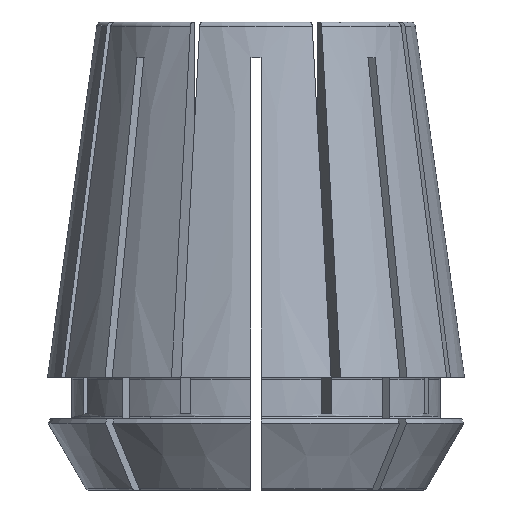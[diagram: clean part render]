
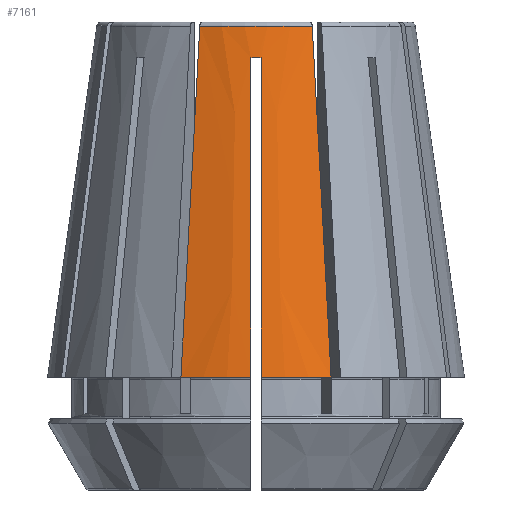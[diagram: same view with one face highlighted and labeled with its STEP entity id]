
A CAD part, front view. The second image highlights one B-rep face of the part: STEP entity #7161.
In plain terms, the highlighted conical face has half-angle 8 degrees and reference radius 20.5 mm.
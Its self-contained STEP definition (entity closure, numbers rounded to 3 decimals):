
#1973=CARTESIAN_POINT('',(-0.5,-20.494,11.3));
#1974=VERTEX_POINT('',#1973);
#2111=CARTESIAN_POINT('',(-0.5,-16.079,42.7));
#2112=VERTEX_POINT('',#2111);
#2119=CARTESIAN_POINT('',(-0.5,-16.079,42.7));
#2120=CARTESIAN_POINT('',(-0.5,-18.02,28.895));
#2121=CARTESIAN_POINT('',(-0.5,-20.494,11.3));
#2122=(BOUNDED_CURVE()
B_SPLINE_CURVE(2,(#2119,#2120,#2121),.UNSPECIFIED.,.F.,.F.)
B_SPLINE_CURVE_WITH_KNOTS((3,3),(0.058,31.766),.UNSPECIFIED.)
CURVE()
GEOMETRIC_REPRESENTATION_ITEM()
RATIONAL_B_SPLINE_CURVE((1.,1.007,1.))
REPRESENTATION_ITEM(''));
#2123=EDGE_CURVE('',#2112,#1974,#2122,.T.);
#2133=CARTESIAN_POINT('',(0.5,-16.079,42.7));
#2134=VERTEX_POINT('',#2133);
#2135=CARTESIAN_POINT('',(0.,0.,42.7));
#2136=DIRECTION('',(-0.,-0.,-1.));
#2137=DIRECTION('',(-1.,0.,0.));
#2138=AXIS2_PLACEMENT_3D('',#2135,#2136,#2137);
#2139=CIRCLE('',#2138,16.087);
#2140=EDGE_CURVE('',#2134,#2112,#2139,.T.);
#5296=CARTESIAN_POINT('',(-7.381,-19.125,11.3));
#5297=VERTEX_POINT('',#5296);
#5298=CARTESIAN_POINT('',(0.,0.,11.3));
#5299=DIRECTION('',(-0.,-0.,1.));
#5300=DIRECTION('',(-1.,0.,0.));
#5301=AXIS2_PLACEMENT_3D('',#5298,#5299,#5300);
#5302=CIRCLE('',#5301,20.5);
#5303=EDGE_CURVE('',#5297,#1974,#5302,.T.);
#5373=CARTESIAN_POINT('',(7.381,-19.125,11.3));
#5374=VERTEX_POINT('',#5373);
#5381=CARTESIAN_POINT('',(0.5,-20.494,11.3));
#5382=VERTEX_POINT('',#5381);
#5383=CARTESIAN_POINT('',(0.,0.,11.3));
#5384=DIRECTION('',(-0.,-0.,1.));
#5385=DIRECTION('',(-1.,0.,0.));
#5386=AXIS2_PLACEMENT_3D('',#5383,#5384,#5385);
#5387=CIRCLE('',#5386,20.5);
#5388=EDGE_CURVE('',#5382,#5374,#5387,.T.);
#7070=CARTESIAN_POINT('',(5.526,-14.648,45.77));
#7071=VERTEX_POINT('',#7070);
#7096=CARTESIAN_POINT('',(-5.526,-14.648,45.77));
#7097=VERTEX_POINT('',#7096);
#7121=CARTESIAN_POINT('',(0.,0.,45.77));
#7122=DIRECTION('',(-0.,-0.,1.));
#7123=DIRECTION('',(-1.,0.,0.));
#7124=AXIS2_PLACEMENT_3D('',#7121,#7122,#7123);
#7125=CIRCLE('',#7124,15.656);
#7126=EDGE_CURVE('',#7097,#7071,#7125,.T.);
#7131=CARTESIAN_POINT('',(0.,0.,11.3));
#7132=DIRECTION('',(0.,0.,-1.));
#7133=DIRECTION('',(-1.,0.,0.));
#7134=AXIS2_PLACEMENT_3D('',#7131,#7132,#7133);
#7135=CONICAL_SURFACE('',#7134,20.5,8.);
#7136=CARTESIAN_POINT('',(5.526,-14.648,45.77));
#7137=CARTESIAN_POINT('',(6.329,-16.587,30.846));
#7138=CARTESIAN_POINT('',(7.381,-19.125,11.3));
#7139=(BOUNDED_CURVE()
B_SPLINE_CURVE(2,(#7136,#7137,#7138),.UNSPECIFIED.,.F.,.F.)
B_SPLINE_CURVE_WITH_KNOTS((3,3),(0.058,34.866),.UNSPECIFIED.)
CURVE()
GEOMETRIC_REPRESENTATION_ITEM()
RATIONAL_B_SPLINE_CURVE((1.,1.009,1.))
REPRESENTATION_ITEM(''));
#7140=EDGE_CURVE('',#7071,#5374,#7139,.T.);
#7141=ORIENTED_EDGE('',*,*,#7140,.F.);
#7142=ORIENTED_EDGE('',*,*,#7126,.F.);
#7143=CARTESIAN_POINT('',(-5.526,-14.648,45.77));
#7144=CARTESIAN_POINT('',(-6.329,-16.587,30.846));
#7145=CARTESIAN_POINT('',(-7.381,-19.125,11.3));
#7146=(BOUNDED_CURVE()
B_SPLINE_CURVE(2,(#7143,#7144,#7145),.UNSPECIFIED.,.F.,.F.)
B_SPLINE_CURVE_WITH_KNOTS((3,3),(0.058,34.866),.UNSPECIFIED.)
CURVE()
GEOMETRIC_REPRESENTATION_ITEM()
RATIONAL_B_SPLINE_CURVE((1.,1.009,1.))
REPRESENTATION_ITEM(''));
#7147=EDGE_CURVE('',#7097,#5297,#7146,.T.);
#7148=ORIENTED_EDGE('',*,*,#7147,.T.);
#7149=ORIENTED_EDGE('',*,*,#5303,.T.);
#7150=ORIENTED_EDGE('',*,*,#2123,.F.);
#7151=ORIENTED_EDGE('',*,*,#2140,.F.);
#7152=CARTESIAN_POINT('',(0.5,-16.079,42.7));
#7153=CARTESIAN_POINT('',(0.5,-18.02,28.895));
#7154=CARTESIAN_POINT('',(0.5,-20.494,11.3));
#7155=(BOUNDED_CURVE()
B_SPLINE_CURVE(2,(#7152,#7153,#7154),.UNSPECIFIED.,.F.,.F.)
B_SPLINE_CURVE_WITH_KNOTS((3,3),(0.046,31.754),.UNSPECIFIED.)
CURVE()
GEOMETRIC_REPRESENTATION_ITEM()
RATIONAL_B_SPLINE_CURVE((1.,1.007,1.))
REPRESENTATION_ITEM(''));
#7156=EDGE_CURVE('',#2134,#5382,#7155,.T.);
#7157=ORIENTED_EDGE('',*,*,#7156,.T.);
#7158=ORIENTED_EDGE('',*,*,#5388,.T.);
#7159=EDGE_LOOP('',(#7141,#7142,#7148,#7149,#7150,#7151,#7157,#7158));
#7160=FACE_BOUND('',#7159,.T.);
#7161=ADVANCED_FACE('',(#7160),#7135,.T.);
